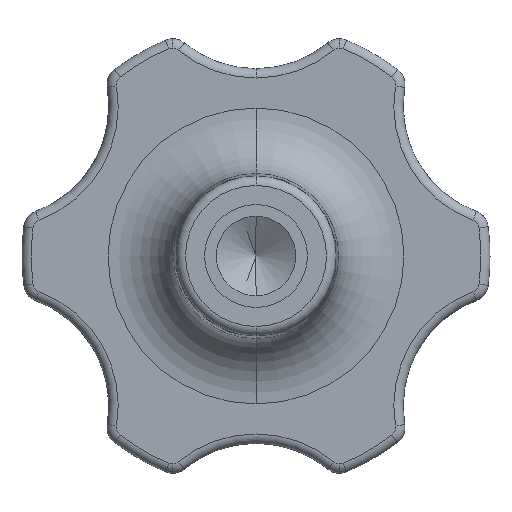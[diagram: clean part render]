
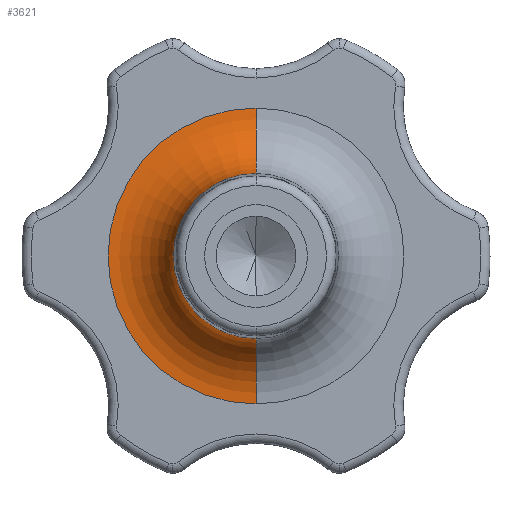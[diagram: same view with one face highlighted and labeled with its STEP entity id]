
A CAD part, front view. The second image highlights one B-rep face of the part: STEP entity #3621.
In plain terms, the highlighted toroidal (fillet/blend) face has major radius 15.797 mm and minor radius 7 mm.
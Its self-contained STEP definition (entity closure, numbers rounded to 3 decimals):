
#52 = CARTESIAN_POINT ( 'NONE',  ( 0., -6.794, 8.8 ) ) ;
#53 = CARTESIAN_POINT ( 'NONE',  ( 0., -6.794, -8.8 ) ) ;
#54 = CARTESIAN_POINT ( 'NONE',  ( 0., 0., 15.797 ) ) ;
#55 = CARTESIAN_POINT ( 'NONE',  ( 0., 0., -15.797 ) ) ;
#246 = EDGE_LOOP ( 'NONE', ( #1118, #1183, #1117, #1164 ) ) ;
#483 = CARTESIAN_POINT ( 'NONE',  ( 0., -7., 0. ) ) ;
#484 = DIRECTION ( 'NONE',  ( 0., -1., 0. ) ) ;
#485 = DIRECTION ( 'NONE',  ( 0., 0., -1. ) ) ;
#634 = AXIS2_PLACEMENT_3D ( 'NONE', #1933, #1934, #1935 ) ;
#635 = AXIS2_PLACEMENT_3D ( 'NONE', #1920, #1921, #1922 ) ;
#774 = AXIS2_PLACEMENT_3D ( 'NONE', #2064, #2065, #2066 ) ;
#778 = AXIS2_PLACEMENT_3D ( 'NONE', #1664, #1665, #1666 ) ;
#1056 = VERTEX_POINT ( 'NONE', #52 ) ;
#1057 = VERTEX_POINT ( 'NONE', #53 ) ;
#1058 = VERTEX_POINT ( 'NONE', #54 ) ;
#1059 = VERTEX_POINT ( 'NONE', #55 ) ;
#1117 = ORIENTED_EDGE ( 'NONE', *, *, #3507, .F. ) ;
#1118 = ORIENTED_EDGE ( 'NONE', *, *, #3475, .F. ) ;
#1164 = ORIENTED_EDGE ( 'NONE', *, *, #3520, .F. ) ;
#1183 = ORIENTED_EDGE ( 'NONE', *, *, #3479, .T. ) ;
#1400 = FACE_OUTER_BOUND ( 'NONE', #246, .T. ) ;
#1402 = AXIS2_PLACEMENT_3D ( 'NONE', #483, #484, #485 ) ;
#1664 = CARTESIAN_POINT ( 'NONE',  ( 0., -7., -15.797 ) ) ;
#1665 = DIRECTION ( 'NONE',  ( -1., 0., 0. ) ) ;
#1666 = DIRECTION ( 'NONE',  ( 0., 0., 1. ) ) ;
#1920 = CARTESIAN_POINT ( 'NONE',  ( 0., -6.794, 0. ) ) ;
#1921 = DIRECTION ( 'NONE',  ( 0., -1., 0. ) ) ;
#1922 = DIRECTION ( 'NONE',  ( 0., 0., -1. ) ) ;
#1933 = CARTESIAN_POINT ( 'NONE',  ( 0., -7., 15.797 ) ) ;
#1934 = DIRECTION ( 'NONE',  ( 1., 0., 0. ) ) ;
#1935 = DIRECTION ( 'NONE',  ( 0., 0., -1. ) ) ;
#2064 = CARTESIAN_POINT ( 'NONE',  ( 0., 0., 0. ) ) ;
#2065 = DIRECTION ( 'NONE',  ( 0., 1., 0. ) ) ;
#2066 = DIRECTION ( 'NONE',  ( 0., 0., -1. ) ) ;
#3475 = EDGE_CURVE ( 'NONE', #1056, #1057, #3815, .T. ) ;
#3479 = EDGE_CURVE ( 'NONE', #1056, #1058, #3552, .T. ) ;
#3507 = EDGE_CURVE ( 'NONE', #1059, #1058, #3617, .T. ) ;
#3520 = EDGE_CURVE ( 'NONE', #1057, #1059, #3764, .T. ) ;
#3552 = CIRCLE ( 'NONE', #634, 7. ) ;
#3577 = TOROIDAL_SURFACE ( 'NONE', #1402, 15.797, 7. ) ;
#3617 = CIRCLE ( 'NONE', #774, 15.797 ) ;
#3621 = ADVANCED_FACE ( 'NONE', ( #1400 ), #3577, .F. ) ;
#3764 = CIRCLE ( 'NONE', #778, 7. ) ;
#3815 = CIRCLE ( 'NONE', #635, 8.8 ) ;
